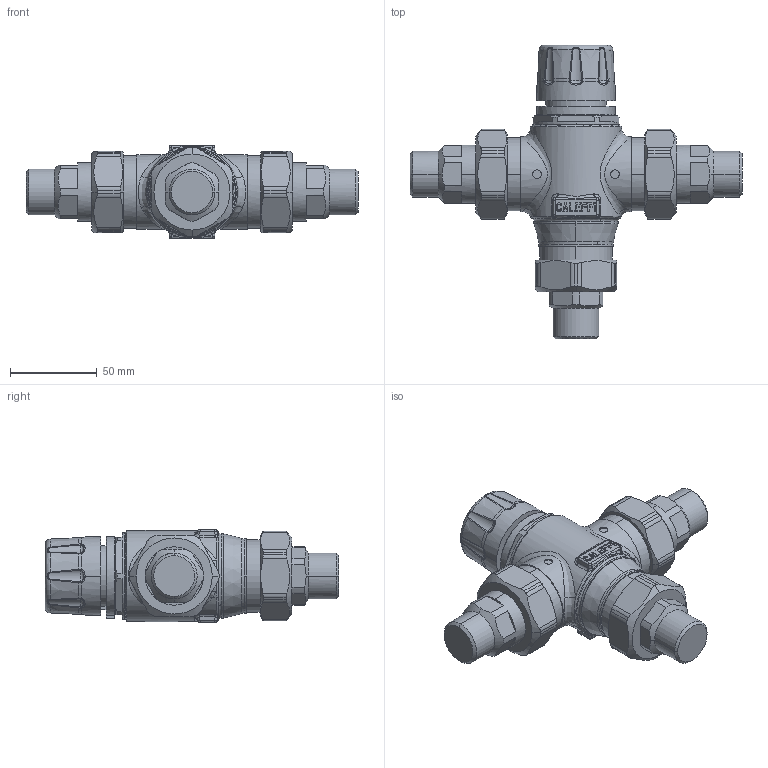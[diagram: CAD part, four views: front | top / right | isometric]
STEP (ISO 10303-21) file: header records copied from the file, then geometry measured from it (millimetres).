
FILE_DESCRIPTION(('CATIA V5 STEP Exchange','CAx-IF Rec.Pracs.--- Model Styling and Organization---1.4--- 2014-01-23','CAx-IF Rec.Pracs.---3D Tessellated Data Validation Properties---0.5---2014-09-14'),'2;1');
FILE_NAME('STEP_523053_-_TST.stp','2022-07-25T14:40:57+00:00',('none'),('none'),'CATIA Version 5-6 Release 2019 SP3','CATIA V5 STEP AP242 v1','none');
FILE_SCHEMA(('AP242_MANAGED_MODEL_BASED_3D_ENGINEERING_MIM_LF {1 0 10303 442 1 1 4}'));
Length unit declared in the file: millimetre
Products named in the file (1): 523053 - TST
Bounding box: 191.4 x 169.32 x 53.5 mm (x, y, z)
Volume: 441238.3 mm3; surface area: 48528.8 mm2
Topology: 1 solids, 1 shells, 616 faces, 1745 edges, 1154 vertices
Faces by surface type: cylinder 205, plane 180, bspline 141, cone 46, torus 34, sphere 10
Entity records: 29388 total; most frequent: CARTESIAN_POINT 16009, ORIENTED_EDGE 3482, EDGE_CURVE 1741, DIRECTION 1667, VERTEX_POINT 1154, AXIS2_PLACEMENT_3D 777, B_SPLINE_CURVE_WITH_KNOTS 654, EDGE_LOOP 643
